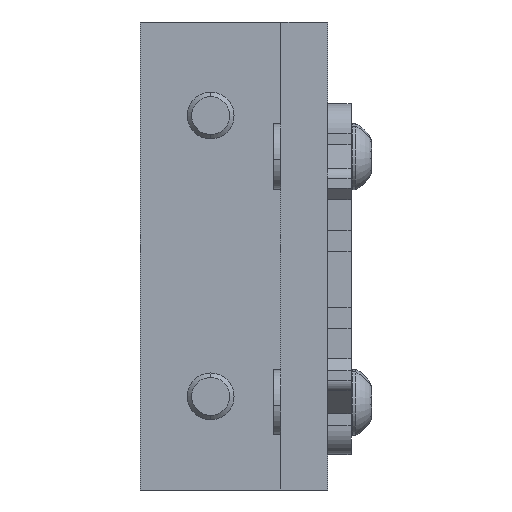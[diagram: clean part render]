
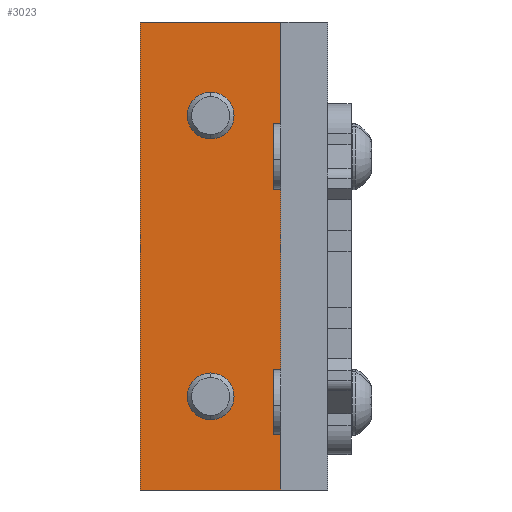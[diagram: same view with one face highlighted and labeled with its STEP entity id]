
A CAD part, front view. The second image highlights one B-rep face of the part: STEP entity #3023.
In plain terms, the highlighted planar face has unit normal (0, -1, 0).
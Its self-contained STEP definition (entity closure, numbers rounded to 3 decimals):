
#6 = DIRECTION ( 'NONE',  ( 1., 0., 0. ) ) ;
#39 = CARTESIAN_POINT ( 'NONE',  ( -16., -4., 20. ) ) ;
#48 = CARTESIAN_POINT ( 'NONE',  ( -16., -4., -20. ) ) ;
#51 = CARTESIAN_POINT ( 'NONE',  ( -16., -4., -20. ) ) ;
#243 = VERTEX_POINT ( 'NONE', #3648 ) ;
#325 = FACE_OUTER_BOUND ( 'NONE', #3644, .T. ) ;
#360 = VERTEX_POINT ( 'NONE', #2781 ) ;
#553 = CARTESIAN_POINT ( 'NONE',  ( -10., -4., -12. ) ) ;
#565 = CARTESIAN_POINT ( 'NONE',  ( -10., -4., 12. ) ) ;
#611 = DIRECTION ( 'NONE',  ( -1., 0., 0. ) ) ;
#669 = DIRECTION ( 'NONE',  ( 0., 0., -1. ) ) ;
#781 = VERTEX_POINT ( 'NONE', #2419 ) ;
#786 = ORIENTED_EDGE ( 'NONE', *, *, #1513, .F. ) ;
#828 = LINE ( 'NONE', #2067, #5582 ) ;
#954 = DIRECTION ( 'NONE',  ( -1., 0., 0. ) ) ;
#1057 = DIRECTION ( 'NONE',  ( 0., 1., 0. ) ) ;
#1321 = EDGE_CURVE ( 'NONE', #360, #4987, #3071, .T. ) ;
#1429 = EDGE_CURVE ( 'NONE', #781, #3583, #5749, .T. ) ;
#1457 = DIRECTION ( 'NONE',  ( -1., 0., 0. ) ) ;
#1467 = VECTOR ( 'NONE', #4719, 1000. ) ;
#1475 = AXIS2_PLACEMENT_3D ( 'NONE', #2768, #1804, #611 ) ;
#1476 = CARTESIAN_POINT ( 'NONE',  ( -4., -4., 20. ) ) ;
#1513 = EDGE_CURVE ( 'NONE', #3583, #2110, #3799, .T. ) ;
#1661 = ORIENTED_EDGE ( 'NONE', *, *, #2597, .T. ) ;
#1765 = VECTOR ( 'NONE', #2407, 1000. ) ;
#1797 = ORIENTED_EDGE ( 'NONE', *, *, #3983, .T. ) ;
#1804 = DIRECTION ( 'NONE',  ( 0., 1., 0. ) ) ;
#1889 = VERTEX_POINT ( 'NONE', #48 ) ;
#1963 = PLANE ( 'NONE',  #1475 ) ;
#1999 = EDGE_LOOP ( 'NONE', ( #1797, #3698 ) ) ;
#2067 = CARTESIAN_POINT ( 'NONE',  ( -16., -4., 20. ) ) ;
#2110 = VERTEX_POINT ( 'NONE', #5755 ) ;
#2138 = DIRECTION ( 'NONE',  ( 0., 1., 0. ) ) ;
#2199 = CARTESIAN_POINT ( 'NONE',  ( -10., -4., -12. ) ) ;
#2217 = DIRECTION ( 'NONE',  ( -1., 0., 0. ) ) ;
#2339 = ORIENTED_EDGE ( 'NONE', *, *, #4694, .T. ) ;
#2407 = DIRECTION ( 'NONE',  ( 1., 0., 0. ) ) ;
#2419 = CARTESIAN_POINT ( 'NONE',  ( -16., -4., 20. ) ) ;
#2597 = EDGE_CURVE ( 'NONE', #4987, #360, #3233, .T. ) ;
#2636 = FACE_BOUND ( 'NONE', #1999, .T. ) ;
#2659 = ORIENTED_EDGE ( 'NONE', *, *, #1321, .T. ) ;
#2674 = CARTESIAN_POINT ( 'NONE',  ( -10., -4., 12. ) ) ;
#2745 = AXIS2_PLACEMENT_3D ( 'NONE', #553, #1057, #3319 ) ;
#2759 = ORIENTED_EDGE ( 'NONE', *, *, #1429, .F. ) ;
#2768 = CARTESIAN_POINT ( 'NONE',  ( -16., -4., 20. ) ) ;
#2781 = CARTESIAN_POINT ( 'NONE',  ( -10., -4., -13.65 ) ) ;
#2932 = CARTESIAN_POINT ( 'NONE',  ( -4., -4., 20. ) ) ;
#2935 = CIRCLE ( 'NONE', #5983, 1.65 ) ;
#3023 = ADVANCED_FACE ( 'NONE', ( #2636, #5533, #325 ), #1963, .F. ) ;
#3071 = CIRCLE ( 'NONE', #4293, 1.65 ) ;
#3233 = CIRCLE ( 'NONE', #2745, 1.65 ) ;
#3272 = VERTEX_POINT ( 'NONE', #5445 ) ;
#3319 = DIRECTION ( 'NONE',  ( -1., 0., 0. ) ) ;
#3374 = EDGE_CURVE ( 'NONE', #243, #3272, #5822, .T. ) ;
#3583 = VERTEX_POINT ( 'NONE', #2932 ) ;
#3628 = DIRECTION ( 'NONE',  ( 0., 1., 0. ) ) ;
#3644 = EDGE_LOOP ( 'NONE', ( #4136, #786, #2759, #2339 ) ) ;
#3648 = CARTESIAN_POINT ( 'NONE',  ( -10., -4., 10.35 ) ) ;
#3698 = ORIENTED_EDGE ( 'NONE', *, *, #3374, .T. ) ;
#3799 = LINE ( 'NONE', #1476, #1467 ) ;
#3926 = VECTOR ( 'NONE', #6, 1000. ) ;
#3983 = EDGE_CURVE ( 'NONE', #3272, #243, #2935, .T. ) ;
#4136 = ORIENTED_EDGE ( 'NONE', *, *, #5722, .T. ) ;
#4144 = LINE ( 'NONE', #51, #3926 ) ;
#4293 = AXIS2_PLACEMENT_3D ( 'NONE', #2199, #3628, #954 ) ;
#4478 = AXIS2_PLACEMENT_3D ( 'NONE', #2674, #2138, #2217 ) ;
#4545 = CARTESIAN_POINT ( 'NONE',  ( -10., -4., -10.35 ) ) ;
#4694 = EDGE_CURVE ( 'NONE', #781, #1889, #828, .T. ) ;
#4719 = DIRECTION ( 'NONE',  ( 0., 0., -1. ) ) ;
#4987 = VERTEX_POINT ( 'NONE', #4545 ) ;
#5445 = CARTESIAN_POINT ( 'NONE',  ( -10., -4., 13.65 ) ) ;
#5516 = EDGE_LOOP ( 'NONE', ( #1661, #2659 ) ) ;
#5533 = FACE_BOUND ( 'NONE', #5516, .T. ) ;
#5582 = VECTOR ( 'NONE', #669, 1000. ) ;
#5586 = DIRECTION ( 'NONE',  ( 0., 1., 0. ) ) ;
#5722 = EDGE_CURVE ( 'NONE', #1889, #2110, #4144, .T. ) ;
#5749 = LINE ( 'NONE', #39, #1765 ) ;
#5755 = CARTESIAN_POINT ( 'NONE',  ( -4., -4., -20. ) ) ;
#5822 = CIRCLE ( 'NONE', #4478, 1.65 ) ;
#5983 = AXIS2_PLACEMENT_3D ( 'NONE', #565, #5586, #1457 ) ;
